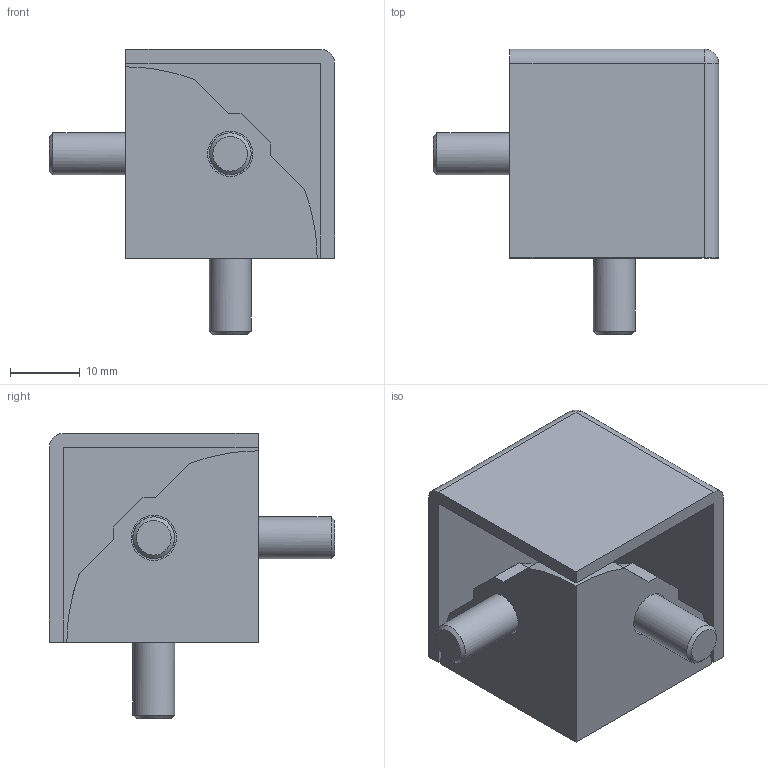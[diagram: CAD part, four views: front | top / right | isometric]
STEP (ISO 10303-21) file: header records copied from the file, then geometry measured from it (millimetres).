
FILE_DESCRIPTION(('STEP AP203'),'1');
FILE_NAME('FIXE06E3889.stp','2023-12-11T15:12:34',(' '),(' '),'Spatial InterOp 3D',' ',' ');
FILE_SCHEMA(('CONFIG_CONTROL_DESIGN'));
Length unit declared in the file: millimetre
Products named in the file (4): Kit Raccord d'angle 6-30x30x30 gris; Cache Raccord d'angle 6-30 grisx30x30; Vis BHC - M6x16; Raccord d'angle 6-30
Assembly tree (3 placements, depth 2):
  Kit Raccord d'angle 6-30x30x30 gris
    Vis BHC - M6x16  x3
  Cache Raccord d'angle 6-30 grisx30x30
  Raccord d'angle 6-30
Bounding box: 41 x 41 x 41 mm (x, y, z)
Volume: 13006.9 mm3; surface area: 10375.1 mm2
Topology: 5 solids, 5 shells, 82 faces, 197 edges, 126 vertices
Faces by surface type: plane 57, cylinder 12, sphere 7, cone 6
Full cylindrical faces by diameter (mm): 6 x6, 6.5 x3
Entity records: 2610 total; most frequent: CARTESIAN_POINT 353, DIRECTION 274, ORIENTED_EDGE 252, PROPERTY_DEFINITION_REPRESENTATION 126, GENERAL_PROPERTY_ASSOCIATION 126, PROPERTY_DEFINITION 126, REPRESENTATION 126, GENERAL_PROPERTY 126
